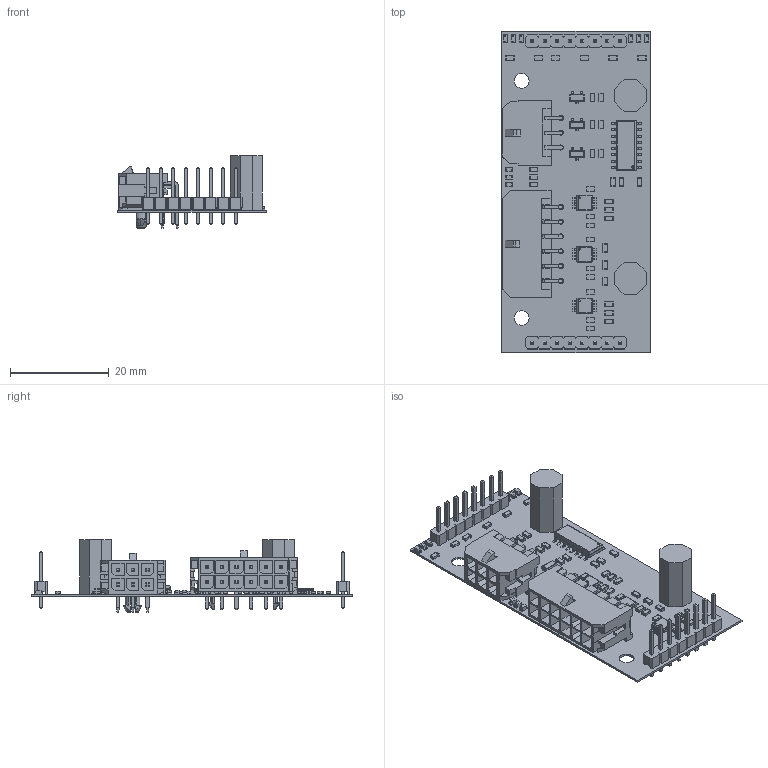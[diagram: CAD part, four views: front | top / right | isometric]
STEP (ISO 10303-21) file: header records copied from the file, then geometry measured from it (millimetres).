
FILE_DESCRIPTION(('Open CASCADE Model'),'2;1');
FILE_NAME('Open CASCADE Shape Model','2020-02-09T16:16:12',('Author'),( 'Open CASCADE'),'Open CASCADE STEP processor 6.8','Open CASCADE 6.8' ,'Unknown');
FILE_SCHEMA(('AUTOMOTIVE_DESIGN { 1 0 10303 214 1 1 1 1 }'));
Length unit declared in the file: millimetre
Products named in the file (112): PCB; Board; Open CASCADE STEP translator 6.8 1.1.1; MH4; MH3; R19; 6190269120; Mid_Body; Terminal; Open_CASCADE_STEP_translator_6.8_23.2.1; Mark; R18; R17; G3; LTST-C190KRKT--3DModel-STEP-56544; G2; G1; R25; R24; R23; R22; 6190283120; R21; R20; P3; P2; P1; A3; A2; A1; MH2; 5769901888; Extruded; C5; 6190279920; MH1; U4; 6190270400; Open_CASCADE_STEP_translator_6.8_10.1; Body ...
Assembly tree (192 placements, depth 5):
  PCB
    Board
      Open CASCADE STEP translator 6.8 1.1.1
    MH4
    MH3
    R19
      6190269120
        Mid_Body
        Terminal  x2
          Open_CASCADE_STEP_translator_6.8_23.2.1
        Mark
    R18
      6190269120
        Mid_Body
        Terminal  x2
          Open_CASCADE_STEP_translator_6.8_23.2.1
        Mark
    R17
      6190269120
        Mid_Body
        Terminal  x2
          Open_CASCADE_STEP_translator_6.8_23.2.1
        Mark
    G3
      LTST-C190KRKT--3DModel-STEP-56544
    G2
      LTST-C190KRKT--3DModel-STEP-56544
    G1
      LTST-C190KRKT--3DModel-STEP-56544
    R25
      6190269120
        Mid_Body
        Terminal  x2
          Open_CASCADE_STEP_translator_6.8_23.2.1
        Mark
    R24
      6190269120
        Mid_Body
        Terminal  x2
          Open_CASCADE_STEP_translator_6.8_23.2.1
        Mark
    R23
      6190269120
        Mid_Body
        Terminal  x2
          Open_CASCADE_STEP_translator_6.8_23.2.1
        Mark
    R22
      6190283120
        Mid_Body
        Terminal  x2
          Open_CASCADE_STEP_translator_6.8_23.2.1
        Mark
    R21
      6190283120
        Mid_Body
        Terminal  x2
          Open_CASCADE_STEP_translator_6.8_23.2.1
        Mark
    R20
Bounding box: 30 x 65 x 14.67 mm (x, y, z)
Volume: 3281.1 mm3; surface area: 9950.6 mm2
Topology: 250 solids, 254 shells, 4998 faces, 11780 edges, 7290 vertices
Faces by surface type: plane 4306, cylinder 564, sphere 64, bspline 56, cone 6, torus 2
Full cylindrical faces by diameter (mm): 0.388 x3, 0.5 x1, 1.02 x18, 1.1 x16, 2.997 x4, 3 x3
Entity records: 56119 total; most frequent: CARTESIAN_POINT 11433, ORIENTED_EDGE 8620, DIRECTION 8287, EDGE_CURVE 4311, LINE 3903, VECTOR 3903, VERTEX_POINT 2712, AXIS2_PLACEMENT_3D 2192
